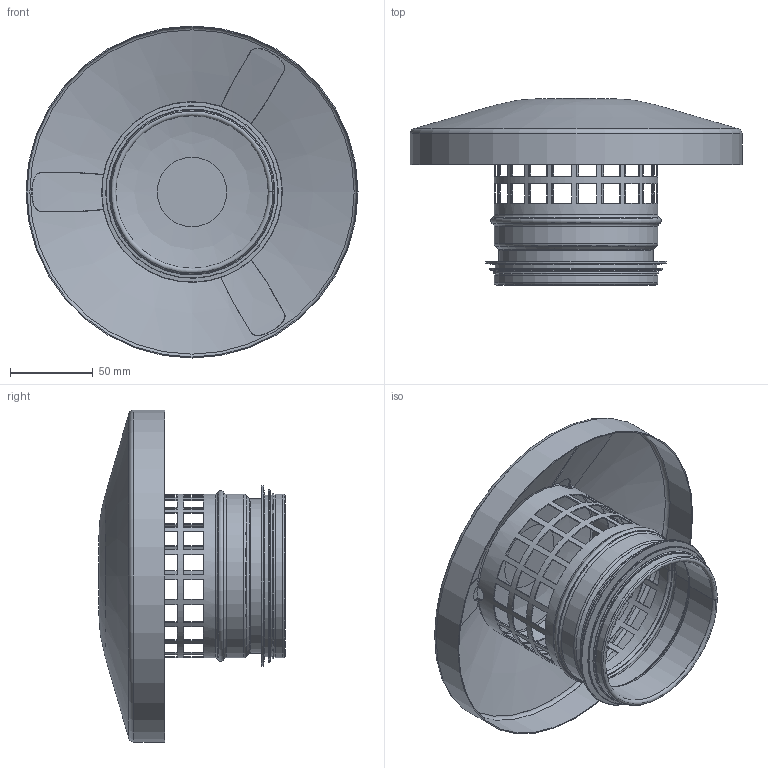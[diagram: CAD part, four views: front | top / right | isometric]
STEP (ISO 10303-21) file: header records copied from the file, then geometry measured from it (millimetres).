
FILE_DESCRIPTION(/* description */ ('Takhatt'),/* implementation_level */ '2;1');
FILE_NAME(/* name */ 'NA10003.stp',/* time_stamp */ '2016-11-28T03:41:03-08:00',/* author */ ('CAD'),/* organization */ (''),/* preprocessor_version */ 'ST-DEVELOPER v16.5',/* originating_system */ 'Autodesk Inventor 2017',/* authorisation */ '');
FILE_SCHEMA (('AUTOMOTIVE_DESIGN { 1 0 10303 214 3 1 1 }'));
Length unit declared in the file: millimetre
Products named in the file (4): HTH-02; HTH-AA-01; HTH-BA-01; 999003
Assembly tree (3 placements, depth 2):
  HTH-02
    HTH-AA-01
    HTH-BA-01
    999003
Bounding box: 201 x 113.1 x 201 mm (x, y, z)
Volume: 55775.6 mm3; surface area: 169380.7 mm2
Topology: 3 solids, 3 shells, 420 faces, 1130 edges, 714 vertices
Faces by surface type: plane 297, bspline 44, torus 32, cylinder 28, cone 19
Full cylindrical faces by diameter (mm): 95.45 x1, 98.05 x3, 104.45 x1, 109.45 x1, 199.8 x1, 201 x1
Entity records: 14644 total; most frequent: CARTESIAN_POINT 3367, ORIENTED_EDGE 2218, DIRECTION 2210, EDGE_CURVE 1109, AXIS2_PLACEMENT_3D 792, VERTEX_POINT 713, LINE 626, VECTOR 626
